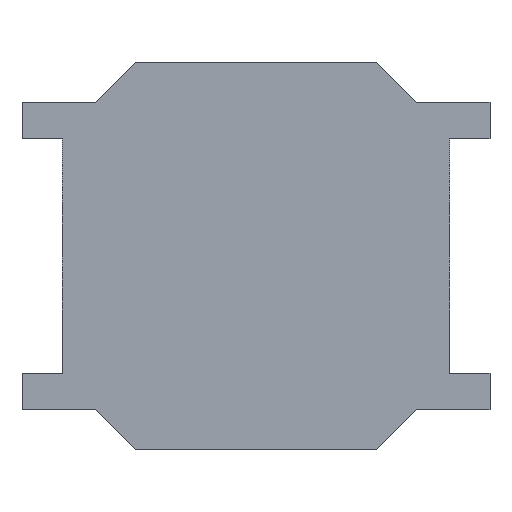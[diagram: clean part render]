
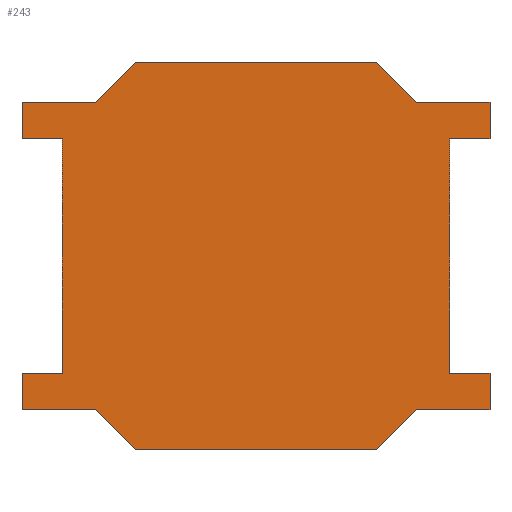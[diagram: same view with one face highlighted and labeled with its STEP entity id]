
A CAD part, front view. The second image highlights one B-rep face of the part: STEP entity #243.
In plain terms, the highlighted planar face has unit normal (0, -1, 0).
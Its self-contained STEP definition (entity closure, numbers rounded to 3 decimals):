
#7 = VERTEX_POINT ( 'NONE', #453 ) ;
#10 = EDGE_CURVE ( 'NONE', #11, #7, #452, .T. ) ;
#11 = VERTEX_POINT ( 'NONE', #448 ) ;
#17 = VERTEX_POINT ( 'NONE', #498 ) ;
#27 = EDGE_CURVE ( 'NONE', #103, #78, #484, .T. ) ;
#34 = EDGE_CURVE ( 'NONE', #60, #53, #531, .T. ) ;
#35 = EDGE_CURVE ( 'NONE', #49, #56, #527, .T. ) ;
#45 = VERTEX_POINT ( 'NONE', #566 ) ;
#49 = VERTEX_POINT ( 'NONE', #560 ) ;
#53 = VERTEX_POINT ( 'NONE', #554 ) ;
#56 = VERTEX_POINT ( 'NONE', #549 ) ;
#60 = VERTEX_POINT ( 'NONE', #544 ) ;
#75 = VERTEX_POINT ( 'NONE', #583 ) ;
#76 = VERTEX_POINT ( 'NONE', #582 ) ;
#78 = VERTEX_POINT ( 'NONE', #581 ) ;
#80 = EDGE_CURVE ( 'NONE', #89, #81, #580, .T. ) ;
#81 = VERTEX_POINT ( 'NONE', #576 ) ;
#89 = VERTEX_POINT ( 'NONE', #625 ) ;
#103 = VERTEX_POINT ( 'NONE', #660 ) ;
#113 = VERTEX_POINT ( 'NONE', #637 ) ;
#115 = VERTEX_POINT ( 'NONE', #635 ) ;
#132 = EDGE_CURVE ( 'NONE', #76, #103, #672, .T. ) ;
#143 = EDGE_CURVE ( 'NONE', #17, #75, #720, .T. ) ;
#147 = EDGE_CURVE ( 'NONE', #45, #76, #710, .T. ) ;
#149 = EDGE_CURVE ( 'NONE', #113, #115, #706, .T. ) ;
#163 = EDGE_CURVE ( 'NONE', #53, #11, #739, .T. ) ;
#194 = EDGE_CURVE ( 'NONE', #115, #49, #823, .T. ) ;
#237 = ORIENTED_EDGE ( 'NONE', *, *, #80, .F. ) ;
#239 = EDGE_CURVE ( 'NONE', #81, #17, #840, .T. ) ;
#243 = ADVANCED_FACE ( 'NONE', ( #836 ), #835, .F. ) ;
#244 = EDGE_LOOP ( 'NONE', ( #245, #246, #249, #314, #316, #317, #318, #319, #321, #322, #237, #251, #254, #257, #259, #260, #261, #262, #264, #265 ) ) ;
#245 = ORIENTED_EDGE ( 'NONE', *, *, #34, .F. ) ;
#246 = ORIENTED_EDGE ( 'NONE', *, *, #247, .F. ) ;
#247 = EDGE_CURVE ( 'NONE', #248, #60, #830, .T. ) ;
#248 = VERTEX_POINT ( 'NONE', #890 ) ;
#249 = ORIENTED_EDGE ( 'NONE', *, *, #313, .F. ) ;
#250 = VERTEX_POINT ( 'NONE', #889 ) ;
#251 = ORIENTED_EDGE ( 'NONE', *, *, #252, .F. ) ;
#252 = EDGE_CURVE ( 'NONE', #253, #89, #888, .T. ) ;
#253 = VERTEX_POINT ( 'NONE', #884 ) ;
#254 = ORIENTED_EDGE ( 'NONE', *, *, #255, .F. ) ;
#255 = EDGE_CURVE ( 'NONE', #256, #253, #883, .T. ) ;
#256 = VERTEX_POINT ( 'NONE', #879 ) ;
#257 = ORIENTED_EDGE ( 'NONE', *, *, #258, .F. ) ;
#258 = EDGE_CURVE ( 'NONE', #78, #256, #878, .T. ) ;
#259 = ORIENTED_EDGE ( 'NONE', *, *, #27, .F. ) ;
#260 = ORIENTED_EDGE ( 'NONE', *, *, #132, .F. ) ;
#261 = ORIENTED_EDGE ( 'NONE', *, *, #147, .F. ) ;
#262 = ORIENTED_EDGE ( 'NONE', *, *, #263, .F. ) ;
#263 = EDGE_CURVE ( 'NONE', #7, #45, #874, .T. ) ;
#264 = ORIENTED_EDGE ( 'NONE', *, *, #10, .F. ) ;
#265 = ORIENTED_EDGE ( 'NONE', *, *, #163, .F. ) ;
#313 = EDGE_CURVE ( 'NONE', #250, #248, #1001, .T. ) ;
#314 = ORIENTED_EDGE ( 'NONE', *, *, #315, .F. ) ;
#315 = EDGE_CURVE ( 'NONE', #56, #250, #997, .T. ) ;
#316 = ORIENTED_EDGE ( 'NONE', *, *, #35, .F. ) ;
#317 = ORIENTED_EDGE ( 'NONE', *, *, #194, .F. ) ;
#318 = ORIENTED_EDGE ( 'NONE', *, *, #149, .F. ) ;
#319 = ORIENTED_EDGE ( 'NONE', *, *, #320, .F. ) ;
#320 = EDGE_CURVE ( 'NONE', #75, #113, #993, .T. ) ;
#321 = ORIENTED_EDGE ( 'NONE', *, *, #143, .F. ) ;
#322 = ORIENTED_EDGE ( 'NONE', *, *, #239, .F. ) ;
#448 = CARTESIAN_POINT ( 'NONE',  ( -3.2, 0., -1.6 ) ) ;
#449 = DIRECTION ( 'NONE',  ( 1., 0., 0. ) ) ;
#450 = VECTOR ( 'NONE', #449, 1000. ) ;
#451 = CARTESIAN_POINT ( 'NONE',  ( -3.2, 0., -1.6 ) ) ;
#452 = LINE ( 'NONE', #451, #450 ) ;
#453 = CARTESIAN_POINT ( 'NONE',  ( -2.65, 0., -1.6 ) ) ;
#481 = DIRECTION ( 'NONE',  ( 1., 0., 0. ) ) ;
#482 = VECTOR ( 'NONE', #481, 1000. ) ;
#483 = CARTESIAN_POINT ( 'NONE',  ( -3.2, 0., 2.1 ) ) ;
#484 = LINE ( 'NONE', #483, #482 ) ;
#498 = CARTESIAN_POINT ( 'NONE',  ( 3.2, 0., 1.6 ) ) ;
#524 = DIRECTION ( 'NONE',  ( -1., 0., 0. ) ) ;
#525 = VECTOR ( 'NONE', #524, 1000. ) ;
#526 = CARTESIAN_POINT ( 'NONE',  ( -3.2, 0., -2.1 ) ) ;
#527 = LINE ( 'NONE', #526, #525 ) ;
#528 = DIRECTION ( 'NONE',  ( -1., 0., 0. ) ) ;
#529 = VECTOR ( 'NONE', #528, 1000. ) ;
#530 = CARTESIAN_POINT ( 'NONE',  ( -3.2, 0., -2.1 ) ) ;
#531 = LINE ( 'NONE', #530, #529 ) ;
#544 = CARTESIAN_POINT ( 'NONE',  ( -2.2, 0., -2.1 ) ) ;
#549 = CARTESIAN_POINT ( 'NONE',  ( 2.2, 0., -2.1 ) ) ;
#554 = CARTESIAN_POINT ( 'NONE',  ( -3.2, 0., -2.1 ) ) ;
#560 = CARTESIAN_POINT ( 'NONE',  ( 3.2, 0., -2.1 ) ) ;
#566 = CARTESIAN_POINT ( 'NONE',  ( -2.65, 0., 1.6 ) ) ;
#576 = CARTESIAN_POINT ( 'NONE',  ( 3.2, 0., 2.1 ) ) ;
#577 = DIRECTION ( 'NONE',  ( 1., 0., 0. ) ) ;
#578 = VECTOR ( 'NONE', #577, 1000. ) ;
#579 = CARTESIAN_POINT ( 'NONE',  ( -3.2, 0., 2.1 ) ) ;
#580 = LINE ( 'NONE', #579, #578 ) ;
#581 = CARTESIAN_POINT ( 'NONE',  ( -2.2, 0., 2.1 ) ) ;
#582 = CARTESIAN_POINT ( 'NONE',  ( -3.2, 0., 1.6 ) ) ;
#583 = CARTESIAN_POINT ( 'NONE',  ( 2.65, 0., 1.6 ) ) ;
#625 = CARTESIAN_POINT ( 'NONE',  ( 2.2, 0., 2.1 ) ) ;
#635 = CARTESIAN_POINT ( 'NONE',  ( 3.2, 0., -1.6 ) ) ;
#637 = CARTESIAN_POINT ( 'NONE',  ( 2.65, 0., -1.6 ) ) ;
#660 = CARTESIAN_POINT ( 'NONE',  ( -3.2, 0., 2.1 ) ) ;
#669 = DIRECTION ( 'NONE',  ( 0., 0., 1. ) ) ;
#670 = VECTOR ( 'NONE', #669, 1000. ) ;
#671 = CARTESIAN_POINT ( 'NONE',  ( -3.2, 0., 2.1 ) ) ;
#672 = LINE ( 'NONE', #671, #670 ) ;
#703 = DIRECTION ( 'NONE',  ( 1., 0., 0. ) ) ;
#704 = VECTOR ( 'NONE', #703, 1000. ) ;
#705 = CARTESIAN_POINT ( 'NONE',  ( 3.2, 0., -1.6 ) ) ;
#706 = LINE ( 'NONE', #705, #704 ) ;
#707 = DIRECTION ( 'NONE',  ( -1., 0., 0. ) ) ;
#708 = VECTOR ( 'NONE', #707, 1000. ) ;
#709 = CARTESIAN_POINT ( 'NONE',  ( -3.2, 0., 1.6 ) ) ;
#710 = LINE ( 'NONE', #709, #708 ) ;
#717 = DIRECTION ( 'NONE',  ( -1., 0., 0. ) ) ;
#718 = VECTOR ( 'NONE', #717, 1000. ) ;
#719 = CARTESIAN_POINT ( 'NONE',  ( 3.2, 0., 1.6 ) ) ;
#720 = LINE ( 'NONE', #719, #718 ) ;
#736 = DIRECTION ( 'NONE',  ( 0., 0., 1. ) ) ;
#737 = VECTOR ( 'NONE', #736, 1000. ) ;
#738 = CARTESIAN_POINT ( 'NONE',  ( -3.2, 0., -2.1 ) ) ;
#739 = LINE ( 'NONE', #738, #737 ) ;
#820 = DIRECTION ( 'NONE',  ( 0., 0., -1. ) ) ;
#821 = VECTOR ( 'NONE', #820, 1000. ) ;
#822 = CARTESIAN_POINT ( 'NONE',  ( 3.2, 0., -2.1 ) ) ;
#823 = LINE ( 'NONE', #822, #821 ) ;
#828 = VECTOR ( 'NONE', #891, 1000. ) ;
#829 = CARTESIAN_POINT ( 'NONE',  ( -1.65, 0., -2.65 ) ) ;
#830 = LINE ( 'NONE', #829, #828 ) ;
#831 = DIRECTION ( 'NONE',  ( 0., 0., 1. ) ) ;
#832 = DIRECTION ( 'NONE',  ( 0., 1., 0. ) ) ;
#833 = CARTESIAN_POINT ( 'NONE',  ( 3.2, 0., 2.1 ) ) ;
#834 = AXIS2_PLACEMENT_3D ( 'NONE', #833, #832, #831 ) ;
#835 = PLANE ( 'NONE',  #834 ) ;
#836 = FACE_OUTER_BOUND ( 'NONE', #244, .T. ) ;
#837 = DIRECTION ( 'NONE',  ( 0., 0., -1. ) ) ;
#838 = VECTOR ( 'NONE', #837, 1000. ) ;
#839 = CARTESIAN_POINT ( 'NONE',  ( 3.2, 0., 2.1 ) ) ;
#840 = LINE ( 'NONE', #839, #838 ) ;
#871 = DIRECTION ( 'NONE',  ( 0., 0., 1. ) ) ;
#872 = VECTOR ( 'NONE', #871, 1000. ) ;
#873 = CARTESIAN_POINT ( 'NONE',  ( -2.65, 0., 1.65 ) ) ;
#874 = LINE ( 'NONE', #873, #872 ) ;
#875 = DIRECTION ( 'NONE',  ( 0.707, 0., 0.707 ) ) ;
#876 = VECTOR ( 'NONE', #875, 1000. ) ;
#877 = CARTESIAN_POINT ( 'NONE',  ( -1.65, 0., 2.65 ) ) ;
#878 = LINE ( 'NONE', #877, #876 ) ;
#879 = CARTESIAN_POINT ( 'NONE',  ( -1.65, 0., 2.65 ) ) ;
#880 = DIRECTION ( 'NONE',  ( 1., 0., 0. ) ) ;
#881 = VECTOR ( 'NONE', #880, 1000. ) ;
#882 = CARTESIAN_POINT ( 'NONE',  ( 1.65, 0., 2.65 ) ) ;
#883 = LINE ( 'NONE', #882, #881 ) ;
#884 = CARTESIAN_POINT ( 'NONE',  ( 1.65, 0., 2.65 ) ) ;
#885 = DIRECTION ( 'NONE',  ( 0.707, 0., -0.707 ) ) ;
#886 = VECTOR ( 'NONE', #885, 1000. ) ;
#887 = CARTESIAN_POINT ( 'NONE',  ( 2.65, 0., 1.65 ) ) ;
#888 = LINE ( 'NONE', #887, #886 ) ;
#889 = CARTESIAN_POINT ( 'NONE',  ( 1.65, 0., -2.65 ) ) ;
#890 = CARTESIAN_POINT ( 'NONE',  ( -1.65, 0., -2.65 ) ) ;
#891 = DIRECTION ( 'NONE',  ( -0.707, 0., 0.707 ) ) ;
#990 = DIRECTION ( 'NONE',  ( 0., 0., -1. ) ) ;
#991 = VECTOR ( 'NONE', #990, 1000. ) ;
#992 = CARTESIAN_POINT ( 'NONE',  ( 2.65, 0., 1.65 ) ) ;
#993 = LINE ( 'NONE', #992, #991 ) ;
#994 = DIRECTION ( 'NONE',  ( -0.707, 0., -0.707 ) ) ;
#995 = VECTOR ( 'NONE', #994, 1000. ) ;
#996 = CARTESIAN_POINT ( 'NONE',  ( 2.65, 0., -1.65 ) ) ;
#997 = LINE ( 'NONE', #996, #995 ) ;
#998 = DIRECTION ( 'NONE',  ( -1., 0., 0. ) ) ;
#999 = VECTOR ( 'NONE', #998, 1000. ) ;
#1000 = CARTESIAN_POINT ( 'NONE',  ( 1.65, 0., -2.65 ) ) ;
#1001 = LINE ( 'NONE', #1000, #999 ) ;
